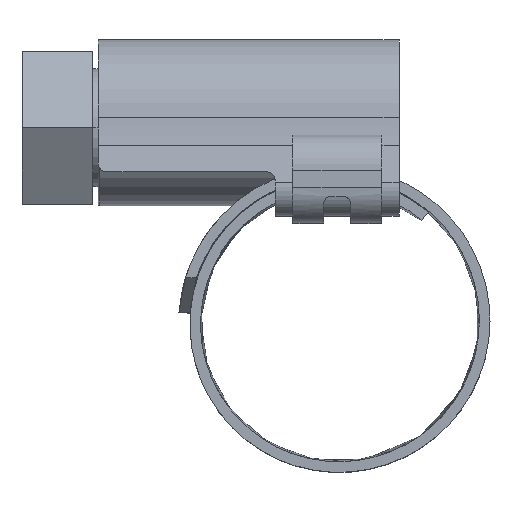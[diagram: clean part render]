
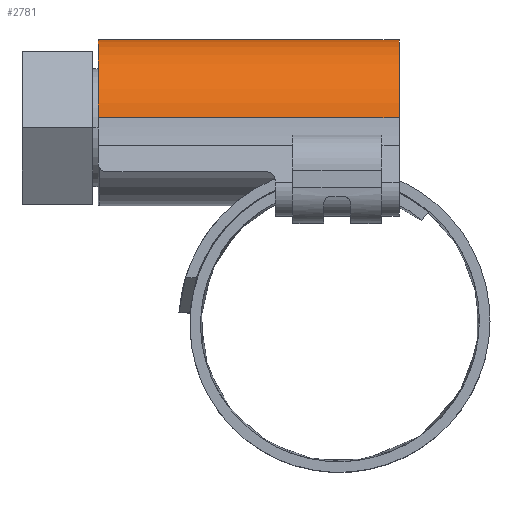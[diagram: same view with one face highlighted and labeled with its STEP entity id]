
A CAD part, top view. The second image highlights one B-rep face of the part: STEP entity #2781.
In plain terms, the highlighted cylindrical face has radius 5 mm (diameter 10 mm), a partial arc.
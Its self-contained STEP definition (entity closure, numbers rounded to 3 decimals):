
#10 = DIRECTION ( 'NONE',  ( 1., 0., 0. ) ) ;
#206 = EDGE_CURVE ( 'NONE', #977, #910, #1896, .T. ) ;
#207 = CARTESIAN_POINT ( 'NONE',  ( -13.5, 11.554, -4.969 ) ) ;
#245 = CARTESIAN_POINT ( 'NONE',  ( -13.5, 11.554, 4.969 ) ) ;
#380 = ORIENTED_EDGE ( 'NONE', *, *, #206, .T. ) ;
#460 = CIRCLE ( 'NONE', #2283, 5. ) ;
#549 = VERTEX_POINT ( 'NONE', #2873 ) ;
#554 = VECTOR ( 'NONE', #561, 1000. ) ;
#561 = DIRECTION ( 'NONE',  ( 1., 0., 0. ) ) ;
#564 = CARTESIAN_POINT ( 'NONE',  ( 3.5, 11.554, 4.969 ) ) ;
#782 = AXIS2_PLACEMENT_3D ( 'NONE', #3150, #2907, #2886 ) ;
#910 = VERTEX_POINT ( 'NONE', #564 ) ;
#920 = EDGE_CURVE ( 'NONE', #1996, #549, #2453, .T. ) ;
#977 = VERTEX_POINT ( 'NONE', #1364 ) ;
#1065 = ORIENTED_EDGE ( 'NONE', *, *, #920, .F. ) ;
#1140 = DIRECTION ( 'NONE',  ( 0., 0., -1. ) ) ;
#1152 = DIRECTION ( 'NONE',  ( 0., 0., -1. ) ) ;
#1196 = CARTESIAN_POINT ( 'NONE',  ( -13.5, 11.554, -4.969 ) ) ;
#1204 = CYLINDRICAL_SURFACE ( 'NONE', #2862, 5. ) ;
#1364 = CARTESIAN_POINT ( 'NONE',  ( -13.5, 11.554, 4.969 ) ) ;
#1405 = ORIENTED_EDGE ( 'NONE', *, *, #1921, .F. ) ;
#1459 = ORIENTED_EDGE ( 'NONE', *, *, #3570, .T. ) ;
#1634 = DIRECTION ( 'NONE',  ( 1., 0., 0. ) ) ;
#1816 = VECTOR ( 'NONE', #1634, 1000. ) ;
#1896 = LINE ( 'NONE', #245, #554 ) ;
#1921 = EDGE_CURVE ( 'NONE', #549, #910, #460, .T. ) ;
#1996 = VERTEX_POINT ( 'NONE', #1196 ) ;
#2283 = AXIS2_PLACEMENT_3D ( 'NONE', #2524, #10, #1140 ) ;
#2453 = LINE ( 'NONE', #207, #1816 ) ;
#2524 = CARTESIAN_POINT ( 'NONE',  ( 3.5, 11., 0. ) ) ;
#2532 = CARTESIAN_POINT ( 'NONE',  ( -13.5, 11., 0. ) ) ;
#2537 = CIRCLE ( 'NONE', #782, 5. ) ;
#2781 = ADVANCED_FACE ( 'NONE', ( #3125 ), #1204, .T. ) ;
#2862 = AXIS2_PLACEMENT_3D ( 'NONE', #2532, #3143, #1152 ) ;
#2873 = CARTESIAN_POINT ( 'NONE',  ( 3.5, 11.554, -4.969 ) ) ;
#2886 = DIRECTION ( 'NONE',  ( 0., 0., 1. ) ) ;
#2907 = DIRECTION ( 'NONE',  ( 1., 0., 0. ) ) ;
#2956 = EDGE_LOOP ( 'NONE', ( #1405, #1065, #1459, #380 ) ) ;
#3125 = FACE_OUTER_BOUND ( 'NONE', #2956, .T. ) ;
#3143 = DIRECTION ( 'NONE',  ( 1., 0., 0. ) ) ;
#3150 = CARTESIAN_POINT ( 'NONE',  ( -13.5, 11., 0. ) ) ;
#3570 = EDGE_CURVE ( 'NONE', #1996, #977, #2537, .T. ) ;
